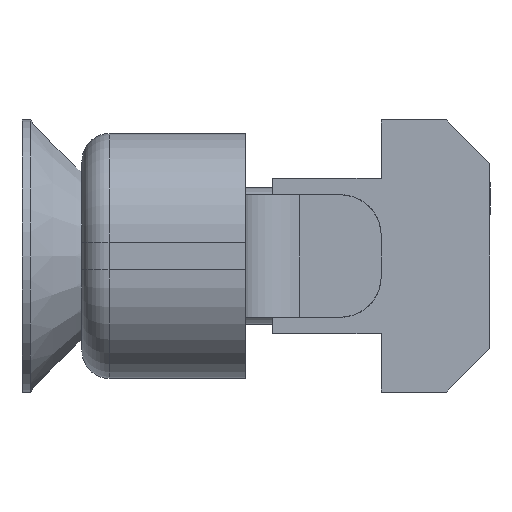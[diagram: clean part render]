
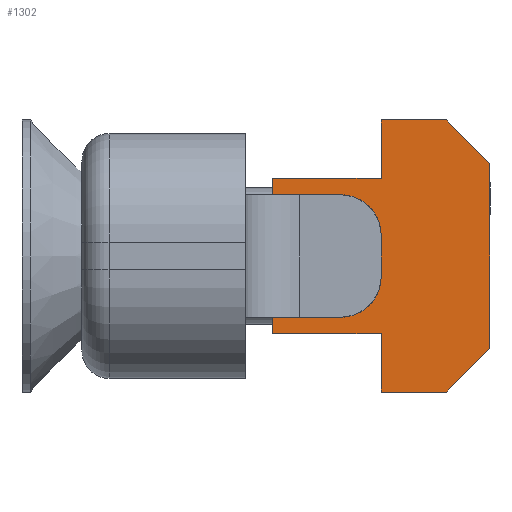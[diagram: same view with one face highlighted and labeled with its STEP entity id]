
A CAD part, left-side view. The second image highlights one B-rep face of the part: STEP entity #1302.
In plain terms, the highlighted face is planar.
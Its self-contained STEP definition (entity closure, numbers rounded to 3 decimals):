
#162=FACE_OUTER_BOUND('',#241,.T.);
#241=EDGE_LOOP('',(#917,#918,#919,#920,#921,#922,#923,#924,#925,#926));
#317=LINE('',#1942,#443);
#320=LINE('',#1948,#446);
#323=LINE('',#1954,#449);
#326=LINE('',#1960,#452);
#329=LINE('',#1966,#455);
#332=LINE('',#1974,#458);
#335=LINE('',#1980,#461);
#338=LINE('',#1986,#464);
#341=LINE('',#1992,#467);
#344=LINE('',#1996,#470);
#443=VECTOR('',#1542,1.);
#446=VECTOR('',#1547,1.);
#449=VECTOR('',#1552,1.);
#452=VECTOR('',#1557,1.);
#455=VECTOR('',#1562,1.);
#458=VECTOR('',#1569,1.);
#461=VECTOR('',#1574,1.);
#464=VECTOR('',#1579,1.);
#467=VECTOR('',#1584,1.);
#470=VECTOR('',#1589,1.);
#569=VERTEX_POINT('',#1939);
#570=VERTEX_POINT('',#1941);
#572=VERTEX_POINT('',#1947);
#574=VERTEX_POINT('',#1953);
#576=VERTEX_POINT('',#1959);
#578=VERTEX_POINT('',#1965);
#581=VERTEX_POINT('',#1973);
#583=VERTEX_POINT('',#1979);
#585=VERTEX_POINT('',#1985);
#587=VERTEX_POINT('',#1991);
#690=EDGE_CURVE('',#569,#570,#317,.T.);
#693=EDGE_CURVE('',#570,#572,#320,.T.);
#696=EDGE_CURVE('',#572,#574,#323,.T.);
#699=EDGE_CURVE('',#574,#576,#326,.T.);
#702=EDGE_CURVE('',#576,#578,#329,.T.);
#706=EDGE_CURVE('',#578,#581,#332,.T.);
#709=EDGE_CURVE('',#581,#583,#335,.T.);
#712=EDGE_CURVE('',#583,#585,#338,.T.);
#715=EDGE_CURVE('',#585,#587,#341,.T.);
#718=EDGE_CURVE('',#587,#569,#344,.T.);
#917=ORIENTED_EDGE('',*,*,#690,.F.);
#918=ORIENTED_EDGE('',*,*,#718,.F.);
#919=ORIENTED_EDGE('',*,*,#715,.F.);
#920=ORIENTED_EDGE('',*,*,#712,.F.);
#921=ORIENTED_EDGE('',*,*,#709,.F.);
#922=ORIENTED_EDGE('',*,*,#706,.F.);
#923=ORIENTED_EDGE('',*,*,#702,.F.);
#924=ORIENTED_EDGE('',*,*,#699,.F.);
#925=ORIENTED_EDGE('',*,*,#696,.F.);
#926=ORIENTED_EDGE('',*,*,#693,.F.);
#1259=PLANE('',#1410);
#1302=ADVANCED_FACE('',(#162),#1259,.T.);
#1410=AXIS2_PLACEMENT_3D('',#1999,#1592,#1593);
#1542=DIRECTION('',(-1.,0.,0.));
#1547=DIRECTION('',(0.,-1.,0.));
#1552=DIRECTION('',(-1.,0.,0.));
#1557=DIRECTION('',(-0.707,0.707,0.));
#1562=DIRECTION('',(0.,1.,0.));
#1569=DIRECTION('',(0.707,0.707,0.));
#1574=DIRECTION('',(1.,0.,0.));
#1579=DIRECTION('',(0.,-1.,0.));
#1584=DIRECTION('',(1.,0.,0.));
#1589=DIRECTION('',(0.,-1.,0.));
#1592=DIRECTION('center_axis',(0.,0.,1.));
#1593=DIRECTION('ref_axis',(1.,0.,0.));
#1939=CARTESIAN_POINT('',(8.,-2.85,10.));
#1941=CARTESIAN_POINT('',(4.,-2.85,10.));
#1942=CARTESIAN_POINT('',(8.,-2.85,10.));
#1947=CARTESIAN_POINT('',(4.,-5.,10.));
#1948=CARTESIAN_POINT('',(4.,-2.85,10.));
#1953=CARTESIAN_POINT('',(1.6,-5.,10.));
#1954=CARTESIAN_POINT('',(4.,-5.,10.));
#1959=CARTESIAN_POINT('',(0.,-3.4,10.));
#1960=CARTESIAN_POINT('',(1.6,-5.,10.));
#1965=CARTESIAN_POINT('',(0.,3.4,10.));
#1966=CARTESIAN_POINT('',(0.,-3.4,10.));
#1973=CARTESIAN_POINT('',(1.6,5.,10.));
#1974=CARTESIAN_POINT('',(0.,3.4,10.));
#1979=CARTESIAN_POINT('',(4.,5.,10.));
#1980=CARTESIAN_POINT('',(1.6,5.,10.));
#1985=CARTESIAN_POINT('',(4.,2.85,10.));
#1986=CARTESIAN_POINT('',(4.,5.,10.));
#1991=CARTESIAN_POINT('',(8.,2.85,10.));
#1992=CARTESIAN_POINT('',(4.,2.85,10.));
#1996=CARTESIAN_POINT('',(8.,2.85,10.));
#1999=CARTESIAN_POINT('Origin',(0.,0.,10.));
